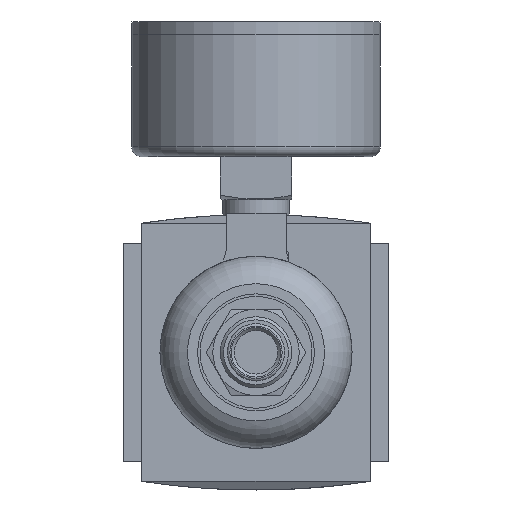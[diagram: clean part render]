
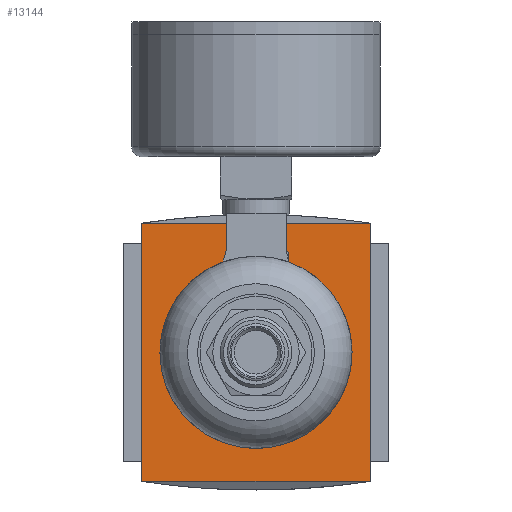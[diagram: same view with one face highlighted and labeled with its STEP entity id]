
A CAD part, front view. The second image highlights one B-rep face of the part: STEP entity #13144.
In plain terms, the highlighted planar face has unit normal (0, -1, 0).
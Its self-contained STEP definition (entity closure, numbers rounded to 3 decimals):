
#103=PLANE('',#13746);
#1150=ORIENTED_EDGE('',*,*,#3886,.F.);
#1151=ORIENTED_EDGE('',*,*,#3920,.T.);
#1152=ORIENTED_EDGE('',*,*,#3900,.F.);
#1153=ORIENTED_EDGE('',*,*,#3921,.T.);
#3886=EDGE_CURVE('',#5152,#5136,#6176,.T.);
#3900=EDGE_CURVE('',#5134,#5154,#6190,.T.);
#3920=EDGE_CURVE('',#5152,#5154,#6210,.T.);
#3921=EDGE_CURVE('',#5134,#5136,#6211,.T.);
#5134=VERTEX_POINT('',#17691);
#5136=VERTEX_POINT('',#17695);
#5152=VERTEX_POINT('',#17748);
#5154=VERTEX_POINT('',#17752);
#6176=LINE('',#18019,#7053);
#6190=LINE('',#18046,#7067);
#6210=LINE('',#18085,#7087);
#6211=LINE('',#18086,#7088);
#7053=VECTOR('',#14934,1000.);
#7067=VECTOR('',#14950,1000.);
#7087=VECTOR('',#14976,1000.);
#7088=VECTOR('',#14977,1000.);
#7848=EDGE_LOOP('',(#1150,#1151,#1152,#1153));
#8489=FACE_BOUND('',#7848,.T.);
#13144=ADVANCED_FACE('',(#8489),#103,.F.);
#13746=AXIS2_PLACEMENT_3D('',#18084,#14974,#14975);
#14934=DIRECTION('',(0.,0.,1.));
#14950=DIRECTION('',(0.,0.,-1.));
#14974=DIRECTION('',(0.,1.,0.));
#14975=DIRECTION('',(0.,0.,1.));
#14976=DIRECTION('',(1.,0.,0.));
#14977=DIRECTION('',(-1.,0.,0.));
#17691=CARTESIAN_POINT('',(22.5,-31.,25.4));
#17695=CARTESIAN_POINT('',(-22.5,-31.,25.4));
#17748=CARTESIAN_POINT('',(-22.5,-31.,-25.4));
#17752=CARTESIAN_POINT('',(22.5,-31.,-25.4));
#18019=CARTESIAN_POINT('',(-22.5,-31.,-25.4));
#18046=CARTESIAN_POINT('',(22.5,-31.,25.4));
#18084=CARTESIAN_POINT('',(0.,-31.,122.903));
#18085=CARTESIAN_POINT('',(0.,-31.,-25.4));
#18086=CARTESIAN_POINT('',(0.,-31.,25.4));
